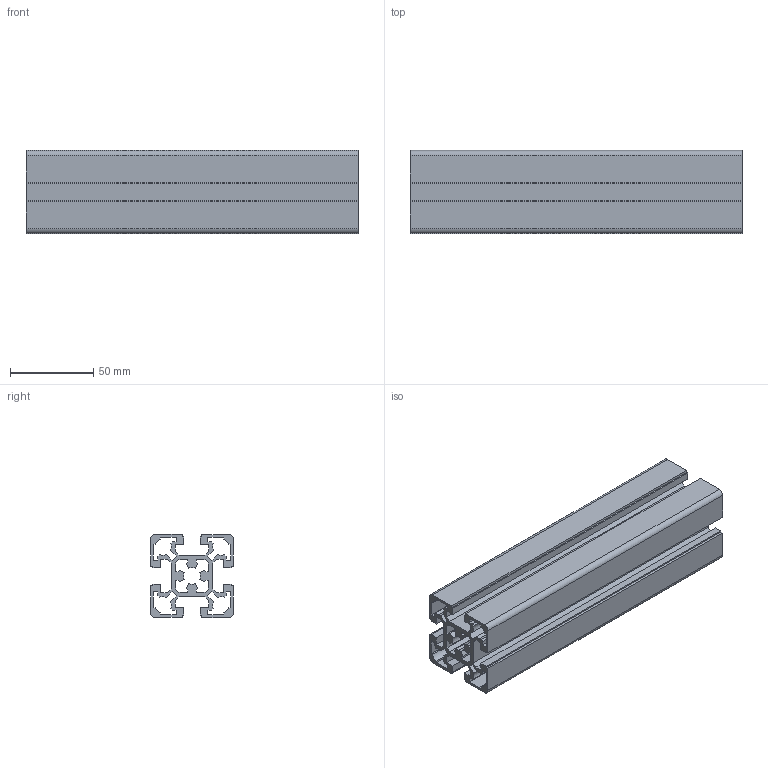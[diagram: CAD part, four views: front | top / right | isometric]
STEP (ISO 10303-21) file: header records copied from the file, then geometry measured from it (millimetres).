
FILE_DESCRIPTION (( 'STEP AP214' ), '1' );
FILE_NAME ('3_842_993_156_200-Bosch.step', '2020-07-03T06:39:14', ( '' ), ( '' ), 'SwSTEP 2.0', 'SolidWorks 2010', '' );
FILE_SCHEMA (( 'AUTOMOTIVE_DESIGN' ));
Length unit declared in the file: millimetre
Products named in the file (1): 3_842_993_156_200-Bosch
Bounding box: 200 x 50 x 50 mm (x, y, z)
Volume: 186739.1 mm3; surface area: 148358.1 mm2
Topology: 1 solids, 1 shells, 173 faces, 513 edges, 342 vertices
Faces by surface type: plane 150, cylinder 23
Entity records: 5767 total; most frequent: CARTESIAN_POINT 1029, ORIENTED_EDGE 1026, DIRECTION 907, EDGE_CURVE 513, LINE 467, VECTOR 467, VERTEX_POINT 342, AXIS2_PLACEMENT_3D 220
